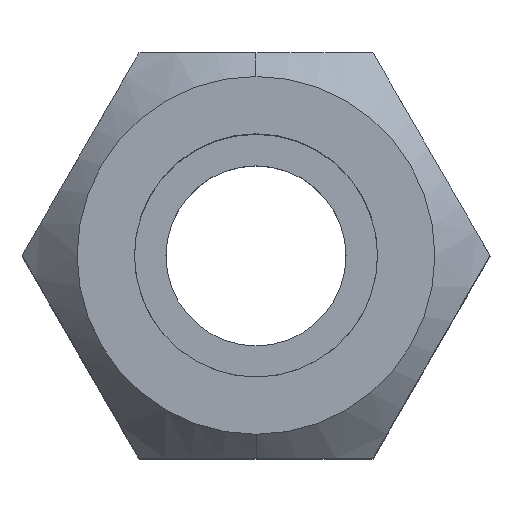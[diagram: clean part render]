
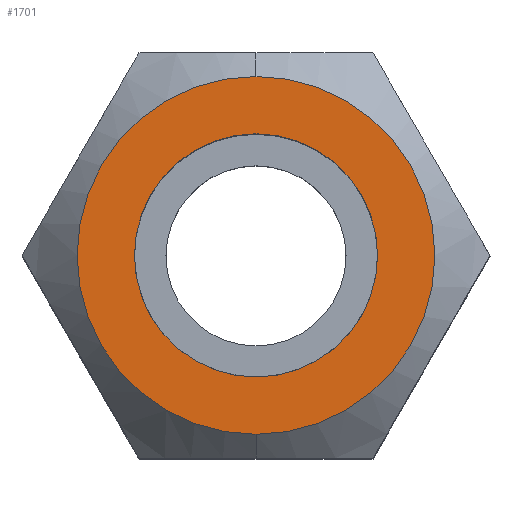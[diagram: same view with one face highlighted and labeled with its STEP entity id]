
A CAD part, top view. The second image highlights one B-rep face of the part: STEP entity #1701.
In plain terms, the highlighted face is planar.
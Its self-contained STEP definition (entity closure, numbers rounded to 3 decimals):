
#291 = EDGE_CURVE ( 'NONE', #323, #292, #1239, .T. ) ;
#292 = VERTEX_POINT ( 'NONE', #2085 ) ;
#323 = VERTEX_POINT ( 'NONE', #2107 ) ;
#888 = DIRECTION ( 'NONE',  ( 0., -1., 0. ) ) ;
#889 = DIRECTION ( 'NONE',  ( 0., 0., 1. ) ) ;
#890 = AXIS2_PLACEMENT_3D ( 'NONE', #897, #889, #888 ) ;
#891 = CIRCLE ( 'NONE', #890, 11.917 ) ;
#893 = DIRECTION ( 'NONE',  ( 0., -1., 0. ) ) ;
#894 = DIRECTION ( 'NONE',  ( 0., 0., 1. ) ) ;
#895 = CARTESIAN_POINT ( 'NONE',  ( 0., 0., -23. ) ) ;
#896 = AXIS2_PLACEMENT_3D ( 'NONE', #895, #894, #893 ) ;
#897 = CARTESIAN_POINT ( 'NONE',  ( 0., 0., -23. ) ) ;
#907 = CIRCLE ( 'NONE', #896, 8.1 ) ;
#1163 = DIRECTION ( 'NONE',  ( 0., -1., 0. ) ) ;
#1164 = DIRECTION ( 'NONE',  ( 0., 0., 1. ) ) ;
#1165 = AXIS2_PLACEMENT_3D ( 'NONE', #1171, #1164, #1163 ) ;
#1166 = CIRCLE ( 'NONE', #1165, 8.1 ) ;
#1171 = CARTESIAN_POINT ( 'NONE',  ( 0., 0., -23. ) ) ;
#1235 = DIRECTION ( 'NONE',  ( 0., -1., 0. ) ) ;
#1236 = DIRECTION ( 'NONE',  ( 0., 0., 1. ) ) ;
#1237 = CARTESIAN_POINT ( 'NONE',  ( 0., 0., -23. ) ) ;
#1238 = AXIS2_PLACEMENT_3D ( 'NONE', #1237, #1236, #1235 ) ;
#1239 = CIRCLE ( 'NONE', #1238, 11.917 ) ;
#1258 = CARTESIAN_POINT ( 'NONE',  ( 0., 8.1, -23. ) ) ;
#1259 = CARTESIAN_POINT ( 'NONE',  ( 0., -8.1, -23. ) ) ;
#1679 = EDGE_CURVE ( 'NONE', #2049, #2048, #907, .T. ) ;
#1680 = EDGE_CURVE ( 'NONE', #292, #323, #891, .T. ) ;
#1681 = ORIENTED_EDGE ( 'NONE', *, *, #1679, .T. ) ;
#1682 = ORIENTED_EDGE ( 'NONE', *, *, #291, .F. ) ;
#1683 = ORIENTED_EDGE ( 'NONE', *, *, #1680, .F. ) ;
#1684 = ORIENTED_EDGE ( 'NONE', *, *, #2014, .T. ) ;
#1685 = EDGE_LOOP ( 'NONE', ( #1682, #1683 ) ) ;
#1701 = ADVANCED_FACE ( 'NONE', ( #2715, #2710 ), #2433, .F. ) ;
#1767 = EDGE_LOOP ( 'NONE', ( #1681, #1684 ) ) ;
#2014 = EDGE_CURVE ( 'NONE', #2048, #2049, #1166, .T. ) ;
#2048 = VERTEX_POINT ( 'NONE', #1258 ) ;
#2049 = VERTEX_POINT ( 'NONE', #1259 ) ;
#2085 = CARTESIAN_POINT ( 'NONE',  ( 0., 11.917, -23. ) ) ;
#2107 = CARTESIAN_POINT ( 'NONE',  ( 0., -11.917, -23. ) ) ;
#2433 = PLANE ( 'NONE',  #2457 ) ;
#2435 = DIRECTION ( 'NONE',  ( 0., 0., 1. ) ) ;
#2444 = CARTESIAN_POINT ( 'NONE',  ( 0., 15.588, -23. ) ) ;
#2450 = DIRECTION ( 'NONE',  ( 0., -1., 0. ) ) ;
#2457 = AXIS2_PLACEMENT_3D ( 'NONE', #2444, #2435, #2450 ) ;
#2710 = FACE_OUTER_BOUND ( 'NONE', #1685, .T. ) ;
#2715 = FACE_BOUND ( 'NONE', #1767, .T. ) ;
